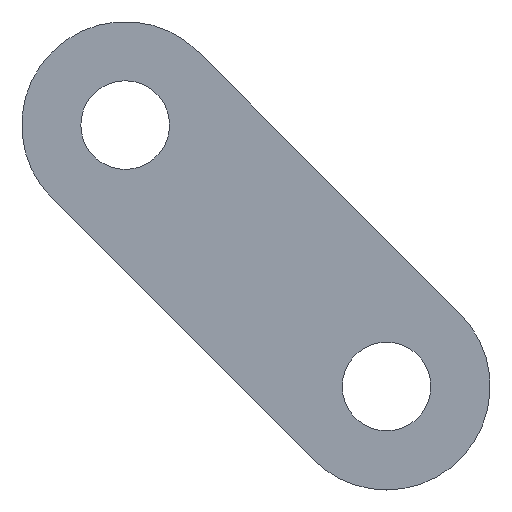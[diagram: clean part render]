
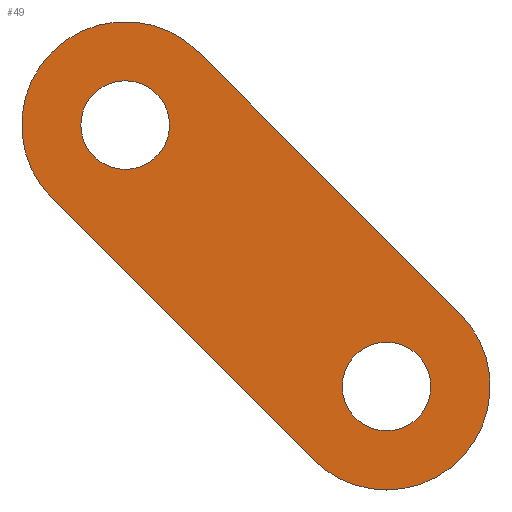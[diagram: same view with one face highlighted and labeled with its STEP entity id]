
A CAD part, left-side view. The second image highlights one B-rep face of the part: STEP entity #49.
In plain terms, the highlighted planar face has unit normal (-1, 0, 0).
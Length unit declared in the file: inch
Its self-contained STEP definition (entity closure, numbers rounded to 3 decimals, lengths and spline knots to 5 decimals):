
#1 = CARTESIAN_POINT ( 'NONE',  ( -0.06, 0.5895, -0.03707 ) ) ;
#4 = VECTOR ( 'NONE', #234, 39.37008 ) ;
#5 = CARTESIAN_POINT ( 'NONE',  ( -0.06, 0.74418, -0.19175 ) ) ;
#10 = VERTEX_POINT ( 'NONE', #412 ) ;
#13 = EDGE_CURVE ( 'NONE', #10, #249, #44, .T. ) ;
#22 = CARTESIAN_POINT ( 'NONE',  ( -0.06, 0.39063, -0.5 ) ) ;
#23 = CIRCLE ( 'NONE', #266, 0.10937 ) ;
#38 = EDGE_CURVE ( 'NONE', #153, #238, #94, .T. ) ;
#44 = CIRCLE ( 'NONE', #400, 0.04687 ) ;
#46 = VERTEX_POINT ( 'NONE', #22 ) ;
#49 = ADVANCED_FACE ( 'NONE', ( #129, #283, #90 ), #161, .F. ) ;
#55 = EDGE_CURVE ( 'NONE', #153, #235, #23, .T. ) ;
#56 = CARTESIAN_POINT ( 'NONE',  ( -0.06, 0.66684, -0.11441 ) ) ;
#70 = CARTESIAN_POINT ( 'NONE',  ( -0.06, 0.66684, -0.06754 ) ) ;
#72 = EDGE_LOOP ( 'NONE', ( #181, #374, #275, #79, #399 ) ) ;
#78 = CARTESIAN_POINT ( 'NONE',  ( -0.06, 0.39063, -0.39062 ) ) ;
#79 = ORIENTED_EDGE ( 'NONE', *, *, #125, .F. ) ;
#87 = AXIS2_PLACEMENT_3D ( 'NONE', #370, #304, #241 ) ;
#88 = CARTESIAN_POINT ( 'NONE',  ( -0.06, 0., 0. ) ) ;
#90 = FACE_BOUND ( 'NONE', #170, .T. ) ;
#94 = LINE ( 'NONE', #378, #285 ) ;
#96 = AXIS2_PLACEMENT_3D ( 'NONE', #109, #345, #282 ) ;
#109 = CARTESIAN_POINT ( 'NONE',  ( -0.06, 0.39063, -0.39062 ) ) ;
#115 = VERTEX_POINT ( 'NONE', #256 ) ;
#118 = DIRECTION ( 'NONE',  ( 0., 0., -1. ) ) ;
#120 = DIRECTION ( 'NONE',  ( 0., -0.707, -0.707 ) ) ;
#125 = EDGE_CURVE ( 'NONE', #46, #238, #385, .T. ) ;
#129 = FACE_OUTER_BOUND ( 'NONE', #72, .T. ) ;
#139 = DIRECTION ( 'NONE',  ( 0., 0., -1. ) ) ;
#140 = AXIS2_PLACEMENT_3D ( 'NONE', #350, #288, #250 ) ;
#153 = VERTEX_POINT ( 'NONE', #5 ) ;
#161 = PLANE ( 'NONE',  #226 ) ;
#170 = EDGE_LOOP ( 'NONE', ( #364, #180 ) ) ;
#172 = DIRECTION ( 'NONE',  ( 0., 0., -1. ) ) ;
#177 = ORIENTED_EDGE ( 'NONE', *, *, #328, .T. ) ;
#180 = ORIENTED_EDGE ( 'NONE', *, *, #215, .T. ) ;
#181 = ORIENTED_EDGE ( 'NONE', *, *, #221, .F. ) ;
#184 = DIRECTION ( 'NONE',  ( 1., 0., 0. ) ) ;
#185 = DIRECTION ( 'NONE',  ( 1., 0., 0. ) ) ;
#215 = EDGE_CURVE ( 'NONE', #305, #115, #259, .T. ) ;
#221 = EDGE_CURVE ( 'NONE', #235, #343, #260, .T. ) ;
#222 = CARTESIAN_POINT ( 'NONE',  ( -0.06, 0.66684, -0.11441 ) ) ;
#226 = AXIS2_PLACEMENT_3D ( 'NONE', #88, #184, #118 ) ;
#234 = DIRECTION ( 'NONE',  ( 0., -0.707, -0.707 ) ) ;
#235 = VERTEX_POINT ( 'NONE', #1 ) ;
#238 = VERTEX_POINT ( 'NONE', #262 ) ;
#241 = DIRECTION ( 'NONE',  ( 0., 0., -1. ) ) ;
#249 = VERTEX_POINT ( 'NONE', #70 ) ;
#250 = DIRECTION ( 'NONE',  ( 0., 0., -1. ) ) ;
#256 = CARTESIAN_POINT ( 'NONE',  ( -0.06, 0.39063, -0.4375 ) ) ;
#259 = CIRCLE ( 'NONE', #379, 0.04687 ) ;
#260 = LINE ( 'NONE', #365, #4 ) ;
#262 = CARTESIAN_POINT ( 'NONE',  ( -0.06, 0.46796, -0.46796 ) ) ;
#266 = AXIS2_PLACEMENT_3D ( 'NONE', #222, #185, #322 ) ;
#273 = EDGE_LOOP ( 'NONE', ( #308, #177 ) ) ;
#275 = ORIENTED_EDGE ( 'NONE', *, *, #38, .T. ) ;
#282 = DIRECTION ( 'NONE',  ( 0., 0., -1. ) ) ;
#283 = FACE_BOUND ( 'NONE', #273, .T. ) ;
#285 = VECTOR ( 'NONE', #120, 39.37008 ) ;
#288 = DIRECTION ( 'NONE',  ( 1., 0., 0. ) ) ;
#293 = CIRCLE ( 'NONE', #313, 0.10937 ) ;
#304 = DIRECTION ( 'NONE',  ( 1., 0., 0. ) ) ;
#305 = VERTEX_POINT ( 'NONE', #405 ) ;
#308 = ORIENTED_EDGE ( 'NONE', *, *, #13, .T. ) ;
#313 = AXIS2_PLACEMENT_3D ( 'NONE', #78, #372, #172 ) ;
#321 = CIRCLE ( 'NONE', #96, 0.04687 ) ;
#322 = DIRECTION ( 'NONE',  ( 0., 0., -1. ) ) ;
#325 = DIRECTION ( 'NONE',  ( 1., 0., 0. ) ) ;
#328 = EDGE_CURVE ( 'NONE', #249, #10, #424, .T. ) ;
#343 = VERTEX_POINT ( 'NONE', #368 ) ;
#345 = DIRECTION ( 'NONE',  ( 1., 0., 0. ) ) ;
#350 = CARTESIAN_POINT ( 'NONE',  ( -0.06, 0.39063, -0.39062 ) ) ;
#362 = DIRECTION ( 'NONE',  ( 1., 0., 0. ) ) ;
#363 = CARTESIAN_POINT ( 'NONE',  ( -0.06, 0.39063, -0.39062 ) ) ;
#364 = ORIENTED_EDGE ( 'NONE', *, *, #404, .T. ) ;
#365 = CARTESIAN_POINT ( 'NONE',  ( -0.06, 0.31329, -0.31329 ) ) ;
#366 = EDGE_CURVE ( 'NONE', #343, #46, #293, .T. ) ;
#368 = CARTESIAN_POINT ( 'NONE',  ( -0.06, 0.31329, -0.31329 ) ) ;
#370 = CARTESIAN_POINT ( 'NONE',  ( -0.06, 0.66684, -0.11441 ) ) ;
#372 = DIRECTION ( 'NONE',  ( 1., 0., 0. ) ) ;
#374 = ORIENTED_EDGE ( 'NONE', *, *, #55, .F. ) ;
#378 = CARTESIAN_POINT ( 'NONE',  ( -0.06, 0.46796, -0.46796 ) ) ;
#379 = AXIS2_PLACEMENT_3D ( 'NONE', #363, #362, #139 ) ;
#384 = DIRECTION ( 'NONE',  ( 0., 0., -1. ) ) ;
#385 = CIRCLE ( 'NONE', #140, 0.10937 ) ;
#399 = ORIENTED_EDGE ( 'NONE', *, *, #366, .F. ) ;
#400 = AXIS2_PLACEMENT_3D ( 'NONE', #56, #325, #384 ) ;
#404 = EDGE_CURVE ( 'NONE', #115, #305, #321, .T. ) ;
#405 = CARTESIAN_POINT ( 'NONE',  ( -0.06, 0.39063, -0.34375 ) ) ;
#412 = CARTESIAN_POINT ( 'NONE',  ( -0.06, 0.66684, -0.16129 ) ) ;
#424 = CIRCLE ( 'NONE', #87, 0.04687 ) ;
